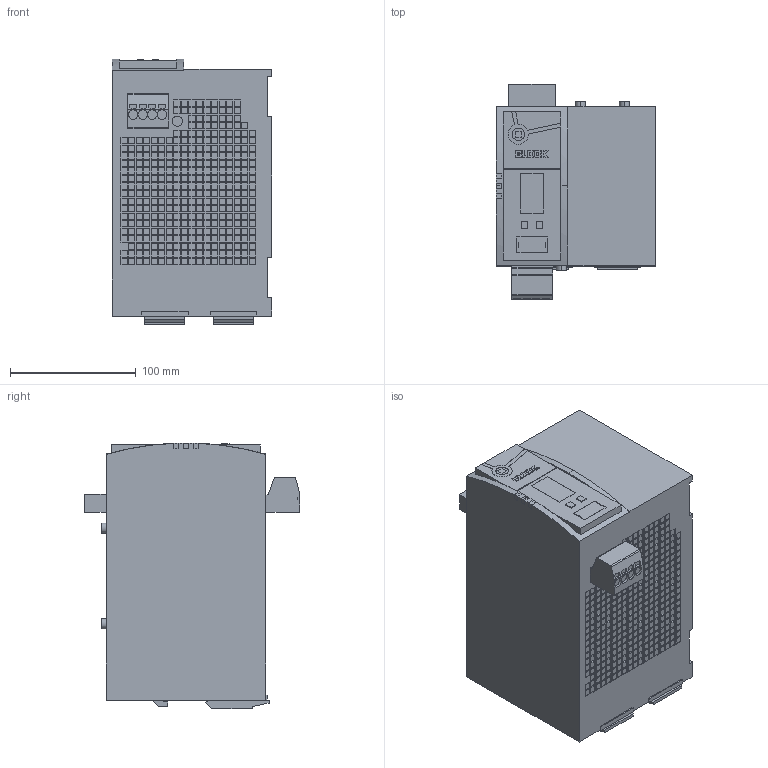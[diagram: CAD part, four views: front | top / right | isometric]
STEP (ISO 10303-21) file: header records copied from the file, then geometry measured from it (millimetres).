
FILE_DESCRIPTION (( 'STEP AP214' ), '1' );
FILE_NAME ('357834.STEP', '2023-01-18T07:30:30', ( '' ), ( '' ), 'SwSTEP 2.0', 'SolidWorks 2018', '' );
FILE_SCHEMA (( 'AUTOMOTIVE_DESIGN' ));
Length unit declared in the file: millimetre
Products named in the file (1): 357834
Bounding box: 127 x 171.45 x 211.5 mm (x, y, z)
Volume: 3219517.1 mm3; surface area: 152593.2 mm2
Topology: 1 solids, 1 shells, 3794 faces, 9173 edges, 6112 vertices
Faces by surface type: plane 3731, cylinder 63
Entity records: 108429 total; most frequent: CARTESIAN_POINT 19092, ORIENTED_EDGE 18346, DIRECTION 16897, EDGE_CURVE 9173, LINE 9031, VECTOR 9031, VERTEX_POINT 6112, EDGE_LOOP 4525
